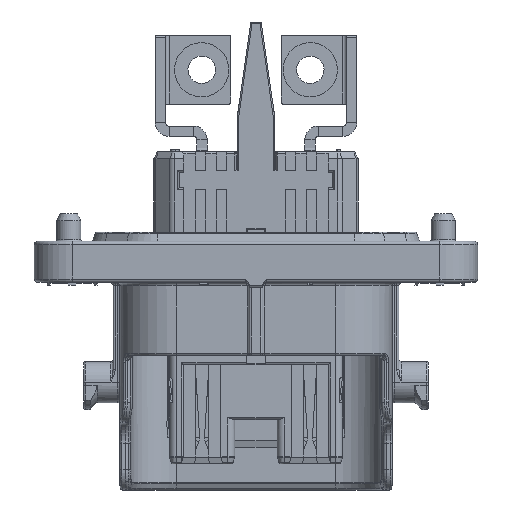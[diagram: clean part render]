
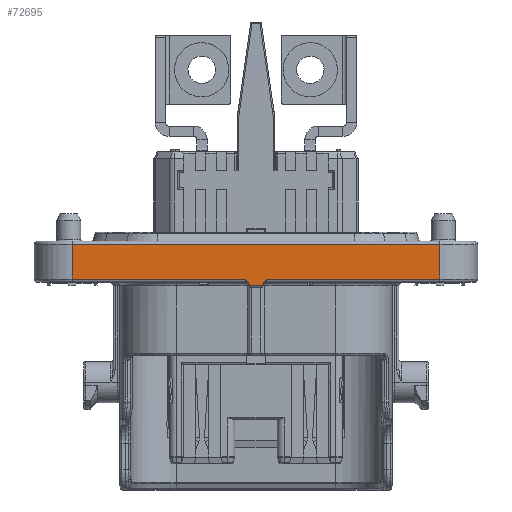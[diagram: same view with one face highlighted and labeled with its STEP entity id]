
A CAD part, front view. The second image highlights one B-rep face of the part: STEP entity #72695.
In plain terms, the highlighted planar face has unit normal (0, -1, 0).
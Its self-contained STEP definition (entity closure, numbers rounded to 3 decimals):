
#635 = DIRECTION ( 'NONE',  ( 0., 1., 0. ) ) ;
#970 = VERTEX_POINT ( 'NONE', #110808 ) ;
#1667 = CARTESIAN_POINT ( 'NONE',  ( -26.75, -20.9, 5.5 ) ) ;
#2512 = VECTOR ( 'NONE', #140078, 1000. ) ;
#4509 = CARTESIAN_POINT ( 'NONE',  ( 1., -20.9, 1. ) ) ;
#5460 = CARTESIAN_POINT ( 'NONE',  ( -32.25, -20.9, 0.5 ) ) ;
#12865 = CARTESIAN_POINT ( 'NONE',  ( -32.25, -20.9, 0.5 ) ) ;
#13676 = DIRECTION ( 'NONE',  ( -1., 0., 0. ) ) ;
#15342 = VECTOR ( 'NONE', #94206, 1000. ) ;
#15914 = DIRECTION ( 'NONE',  ( 0., 0., -1. ) ) ;
#16864 = VECTOR ( 'NONE', #51647, 1000. ) ;
#22809 = CARTESIAN_POINT ( 'NONE',  ( -26.75, -20.9, 5.5 ) ) ;
#25324 = VECTOR ( 'NONE', #90351, 1000. ) ;
#26341 = LINE ( 'NONE', #76010, #142953 ) ;
#26845 = CARTESIAN_POINT ( 'NONE',  ( -1.379, -20.9, 0.379 ) ) ;
#27335 = VERTEX_POINT ( 'NONE', #57261 ) ;
#30550 = LINE ( 'NONE', #56197, #16864 ) ;
#31068 = LINE ( 'NONE', #5460, #2512 ) ;
#34712 = CARTESIAN_POINT ( 'NONE',  ( 1., -20.9, -0.366 ) ) ;
#35025 = CARTESIAN_POINT ( 'NONE',  ( 1.256, -20.9, 0.256 ) ) ;
#35120 = CARTESIAN_POINT ( 'NONE',  ( 26.75, -20.9, 5.5 ) ) ;
#37882 = AXIS2_PLACEMENT_3D ( 'NONE', #120049, #635, #144913 ) ;
#38094 = CARTESIAN_POINT ( 'NONE',  ( -1.256, -20.9, 0.256 ) ) ;
#39870 = CARTESIAN_POINT ( 'NONE',  ( -26.75, -20.9, 6. ) ) ;
#40202 = EDGE_CURVE ( 'NONE', #62373, #82693, #85792, .T. ) ;
#41784 = EDGE_CURVE ( 'NONE', #47093, #43652, #31068, .T. ) ;
#43652 = VERTEX_POINT ( 'NONE', #154153 ) ;
#46181 = CARTESIAN_POINT ( 'NONE',  ( -26.75, -20.9, 0.5 ) ) ;
#47093 = VERTEX_POINT ( 'NONE', #157259 ) ;
#50924 = CARTESIAN_POINT ( 'NONE',  ( -1., -20.9, -0.193 ) ) ;
#51077 = EDGE_CURVE ( 'NONE', #135133, #62373, #84848, .T. ) ;
#51647 = DIRECTION ( 'NONE',  ( 1., 0., 0. ) ) ;
#52479 = VERTEX_POINT ( 'NONE', #35120 ) ;
#56197 = CARTESIAN_POINT ( 'NONE',  ( 1., -20.9, -0.4 ) ) ;
#57261 = CARTESIAN_POINT ( 'NONE',  ( 1., -20.9, -0.4 ) ) ;
#58304 = ORIENTED_EDGE ( 'NONE', *, *, #41784, .T. ) ;
#59105 = CARTESIAN_POINT ( 'NONE',  ( 1., -20.9, -0.366 ) ) ;
#61781 = DIRECTION ( 'NONE',  ( 1., 0., 0. ) ) ;
#62373 = VERTEX_POINT ( 'NONE', #46181 ) ;
#65952 = VECTOR ( 'NONE', #89456, 1000. ) ;
#71281 = VECTOR ( 'NONE', #61781, 1000. ) ;
#72695 = ADVANCED_FACE ( 'NONE', ( #146516 ), #82401, .F. ) ;
#73090 = ORIENTED_EDGE ( 'NONE', *, *, #76184, .F. ) ;
#73569 = ORIENTED_EDGE ( 'NONE', *, *, #114270, .T. ) ;
#76010 = CARTESIAN_POINT ( 'NONE',  ( -1., -20.9, 1. ) ) ;
#76184 = EDGE_CURVE ( 'NONE', #144389, #27335, #111908, .T. ) ;
#79026 = CARTESIAN_POINT ( 'NONE',  ( 26.75, -20.9, 6. ) ) ;
#80150 = ORIENTED_EDGE ( 'NONE', *, *, #153307, .T. ) ;
#80828 = EDGE_LOOP ( 'NONE', ( #81564, #73569, #73090, #107270, #58304, #102032, #80150, #108351, #104031, #106296 ) ) ;
#81564 = ORIENTED_EDGE ( 'NONE', *, *, #105807, .T. ) ;
#82401 = PLANE ( 'NONE',  #37882 ) ;
#82693 = VERTEX_POINT ( 'NONE', #152905 ) ;
#84848 = LINE ( 'NONE', #39870, #25324 ) ;
#85104 = VERTEX_POINT ( 'NONE', #106499 ) ;
#85792 = LINE ( 'NONE', #12865, #71281 ) ;
#88566 = EDGE_CURVE ( 'NONE', #82693, #85104, #133125, .T. ) ;
#89456 = DIRECTION ( 'NONE',  ( 0., 0., -1. ) ) ;
#90351 = DIRECTION ( 'NONE',  ( 0., 0., -1. ) ) ;
#90919 = EDGE_CURVE ( 'NONE', #144389, #47093, #124811, .T. ) ;
#94206 = DIRECTION ( 'NONE',  ( 0., 0., 1. ) ) ;
#94367 = CARTESIAN_POINT ( 'NONE',  ( 1.067, -20.9, -0.029 ) ) ;
#98635 = LINE ( 'NONE', #1667, #103123 ) ;
#102032 = ORIENTED_EDGE ( 'NONE', *, *, #107290, .T. ) ;
#103123 = VECTOR ( 'NONE', #13676, 1000. ) ;
#103855 = LINE ( 'NONE', #79026, #15342 ) ;
#104031 = ORIENTED_EDGE ( 'NONE', *, *, #40202, .T. ) ;
#104815 = CARTESIAN_POINT ( 'NONE',  ( 1., -20.9, -0.193 ) ) ;
#105807 = EDGE_CURVE ( 'NONE', #85104, #970, #26341, .T. ) ;
#106296 = ORIENTED_EDGE ( 'NONE', *, *, #88566, .T. ) ;
#106499 = CARTESIAN_POINT ( 'NONE',  ( -1., -20.9, -0.366 ) ) ;
#107270 = ORIENTED_EDGE ( 'NONE', *, *, #90919, .T. ) ;
#107290 = EDGE_CURVE ( 'NONE', #43652, #52479, #103855, .T. ) ;
#108351 = ORIENTED_EDGE ( 'NONE', *, *, #51077, .T. ) ;
#110808 = CARTESIAN_POINT ( 'NONE',  ( -1., -20.9, -0.4 ) ) ;
#111908 = LINE ( 'NONE', #4509, #65952 ) ;
#112613 = CARTESIAN_POINT ( 'NONE',  ( -1., -20.9, -0.366 ) ) ;
#114270 = EDGE_CURVE ( 'NONE', #970, #27335, #30550, .T. ) ;
#120049 = CARTESIAN_POINT ( 'NONE',  ( -32.25, -20.9, 6. ) ) ;
#124811 = B_SPLINE_CURVE_WITH_KNOTS ( 'NONE', 3,
 ( #59105, #104815, #94367, #35025, #141701, #143289 ),
 .UNSPECIFIED., .F., .F.,
 ( 4, 2, 4 ),
 ( 0., 0.001, 0.001 ),
 .UNSPECIFIED. ) ;
#133125 = B_SPLINE_CURVE_WITH_KNOTS ( 'NONE', 3,
 ( #147930, #26845, #38094, #135902, #50924, #112613 ),
 .UNSPECIFIED., .F., .F.,
 ( 4, 2, 4 ),
 ( 0., 0.001, 0.001 ),
 .UNSPECIFIED. ) ;
#135133 = VERTEX_POINT ( 'NONE', #22809 ) ;
#135902 = CARTESIAN_POINT ( 'NONE',  ( -1.067, -20.9, -0.029 ) ) ;
#140078 = DIRECTION ( 'NONE',  ( 1., 0., 0. ) ) ;
#141701 = CARTESIAN_POINT ( 'NONE',  ( 1.379, -20.9, 0.379 ) ) ;
#142953 = VECTOR ( 'NONE', #15914, 1000. ) ;
#143289 = CARTESIAN_POINT ( 'NONE',  ( 1.5, -20.9, 0.5 ) ) ;
#144389 = VERTEX_POINT ( 'NONE', #34712 ) ;
#144913 = DIRECTION ( 'NONE',  ( 0., 0., 1. ) ) ;
#146516 = FACE_OUTER_BOUND ( 'NONE', #80828, .T. ) ;
#147930 = CARTESIAN_POINT ( 'NONE',  ( -1.5, -20.9, 0.5 ) ) ;
#152905 = CARTESIAN_POINT ( 'NONE',  ( -1.5, -20.9, 0.5 ) ) ;
#153307 = EDGE_CURVE ( 'NONE', #52479, #135133, #98635, .T. ) ;
#154153 = CARTESIAN_POINT ( 'NONE',  ( 26.75, -20.9, 0.5 ) ) ;
#157259 = CARTESIAN_POINT ( 'NONE',  ( 1.5, -20.9, 0.5 ) ) ;
